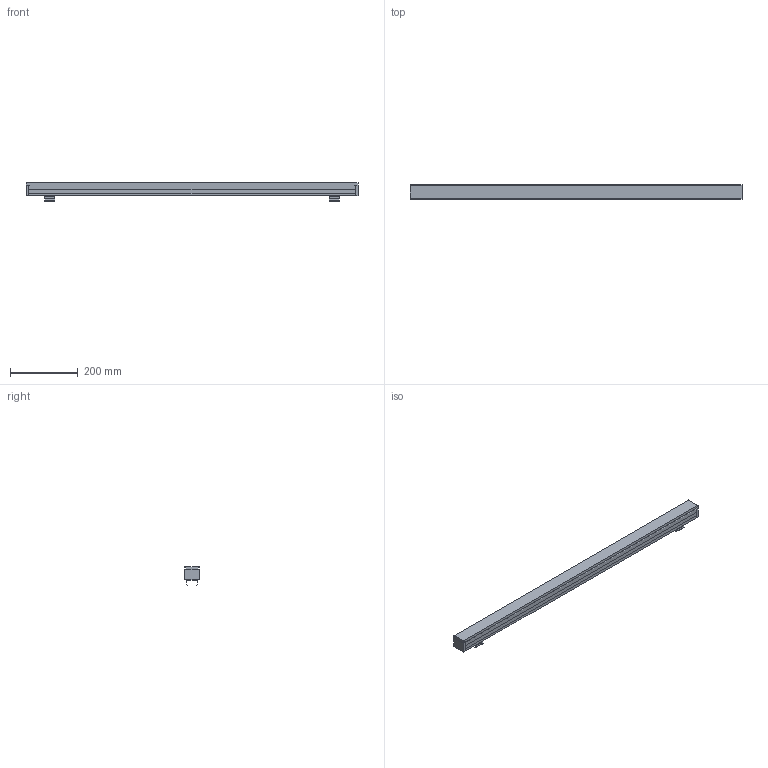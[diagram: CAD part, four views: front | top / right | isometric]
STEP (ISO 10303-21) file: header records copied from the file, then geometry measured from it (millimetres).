
FILE_DESCRIPTION(/* description */ (''),/* implementation_level */ '2;1');
FILE_NAME(/* name */ 'Linea LED',/* time_stamp */ '2014-05-22T15:05:29+02:00',/* author */ (''),/* organization */ (''),/* preprocessor_version */ 'ST-DEVELOPER v10',/* originating_system */ '',/* authorisation */ '');
FILE_SCHEMA (('AUTOMOTIVE_DESIGN'));
Length unit declared in the file: millimetre
Products named in the file (2): 1; 2
Assembly tree (1 placements, depth 2):
  1
    2
Bounding box: 978 x 42.5 x 55.7 mm (x, y, z)
Volume: 1412170.3 mm3; surface area: 295747.4 mm2
Topology: 6 solids, 6 shells, 100 faces, 265 edges, 176 vertices
Faces by surface type: plane 84, bspline 16
Entity records: 3093 total; most frequent: CARTESIAN_POINT 1207, ORIENTED_EDGE 528, EDGE_CURVE 264, B_SPLINE_CURVE_WITH_KNOTS 240, VERTEX_POINT 176, ADVANCED_FACE 100, FACE_OUTER_BOUND 100, EDGE_LOOP 100
